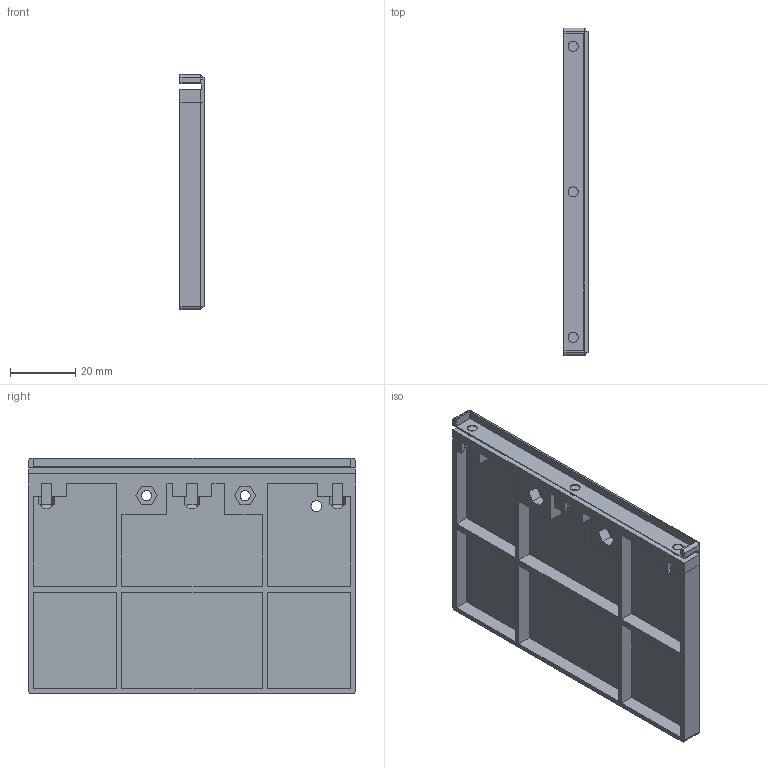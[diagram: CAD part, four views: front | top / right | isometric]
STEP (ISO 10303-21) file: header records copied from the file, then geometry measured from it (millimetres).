
FILE_DESCRIPTION(/* description */ (''),/* implementation_level */ '2;1');
FILE_NAME(/* name */ 'panel_2U.step',/* time_stamp */ '2018-03-30T02:17:44+02:00',/* author */ (''),/* organization */ (''),/* preprocessor_version */ 'ST-DEVELOPER v16.13',/* originating_system */ 'Autodesk Translation Framework v6.5.0.72',/* authorisation */ '');
FILE_SCHEMA (('AUTOMOTIVE_DESIGN { 1 0 10303 214 3 1 1 }'));
Length unit declared in the file: millimetre
Products named in the file (1): FusionComponent
Bounding box: 7.38 x 99.97 x 71.8 mm (x, y, z)
Volume: 26119 mm3; surface area: 21653.9 mm2
Topology: 1 solids, 1 shells, 129 faces, 350 edges, 227 vertices
Faces by surface type: plane 112, cylinder 13, cone 4
Full cylindrical faces by diameter (mm): 3.1 x8, 3.3 x1
Entity records: 4027 total; most frequent: CARTESIAN_POINT 703, ORIENTED_EDGE 692, DIRECTION 632, EDGE_CURVE 346, LINE 320, VECTOR 320, VERTEX_POINT 227, AXIS2_PLACEMENT_3D 156
